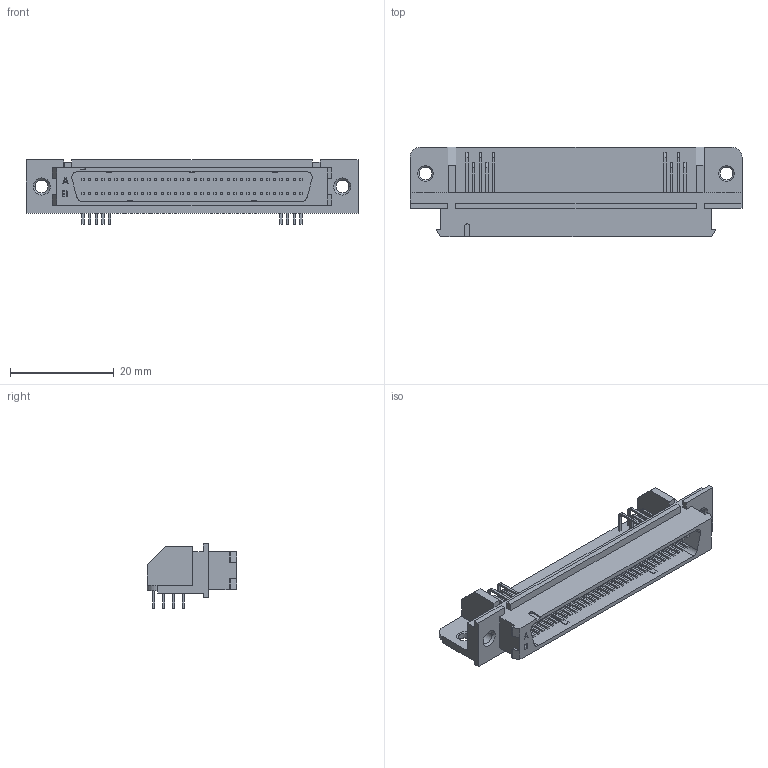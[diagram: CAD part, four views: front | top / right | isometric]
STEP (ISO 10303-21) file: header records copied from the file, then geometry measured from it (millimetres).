
FILE_DESCRIPTION(/* description */ (''),/* implementation_level */ '2;1');
FILE_NAME(/* name */ 'TYCO_2-174225-5.stp',/* time_stamp */ '2017-06-21T13:09:55+02:00',/* author */ ('jchouvet'),/* organization */ (''),/* preprocessor_version */ 'ST-DEVELOPER v16.1',/* originating_system */ 'AutoCAD Mechanical',/* authorisation */ '');
FILE_SCHEMA (('AUTOMOTIVE_DESIGN { 1 0 10303 214 3 1 1 }'));
Length unit declared in the file: millimetre
Products named in the file (1): Product
Bounding box: 63.91 x 17.3 x 12.4 mm (x, y, z)
Volume: 3222.3 mm3; surface area: 5975.5 mm2
Topology: 107 solids, 107 shells, 894 faces, 1984 edges, 1314 vertices
Faces by surface type: plane 821, cylinder 57, cone 16
Entity records: 24219 total; most frequent: CARTESIAN_POINT 4193, ORIENTED_EDGE 3968, DIRECTION 3906, EDGE_CURVE 1984, LINE 1852, VECTOR 1852, VERTEX_POINT 1314, AXIS2_PLACEMENT_3D 1027
